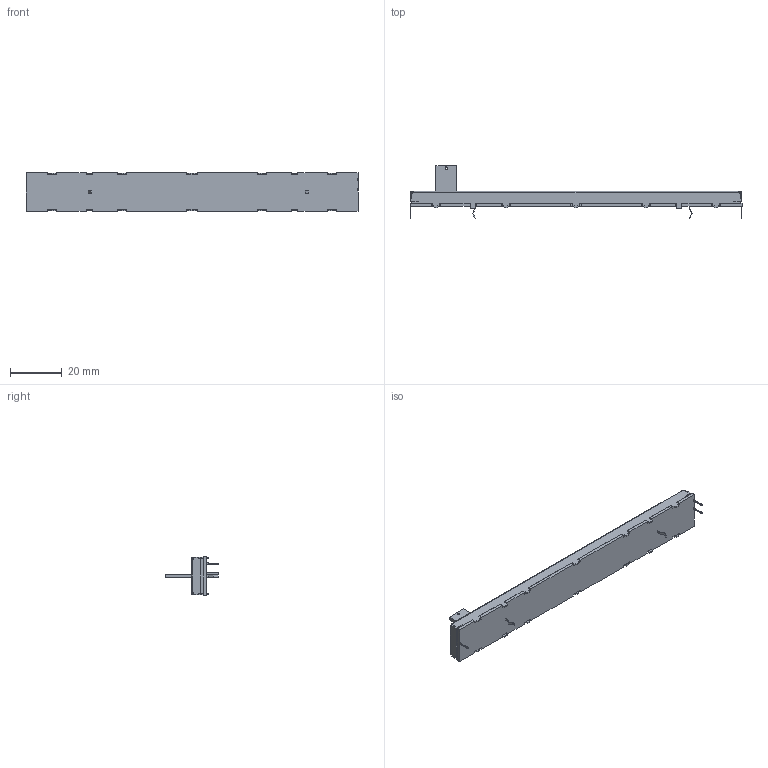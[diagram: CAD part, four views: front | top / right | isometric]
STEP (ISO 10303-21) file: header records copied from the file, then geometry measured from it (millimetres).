
FILE_DESCRIPTION (( 'STEP AP214' ), '1' );
FILE_NAME ('013BP.STEP', '2021-12-28T14:47:25', ( '' ), ( '' ), 'SwSTEP 2.0', 'SolidWorks 2020', '' );
FILE_SCHEMA (( 'AUTOMOTIVE_DESIGN' ));
Length unit declared in the file: millimetre
Products named in the file (1): 013BP
Bounding box: 128 x 20.4 x 15 mm (x, y, z)
Volume: 10500 mm3; surface area: 14453.7 mm2
Topology: 8 solids, 8 shells, 353 faces, 966 edges, 632 vertices
Faces by surface type: plane 280, cylinder 59, bspline 14
Entity records: 12373 total; most frequent: CARTESIAN_POINT 3414, ORIENTED_EDGE 1932, DIRECTION 1676, EDGE_CURVE 966, LINE 816, VECTOR 816, VERTEX_POINT 632, AXIS2_PLACEMENT_3D 430
